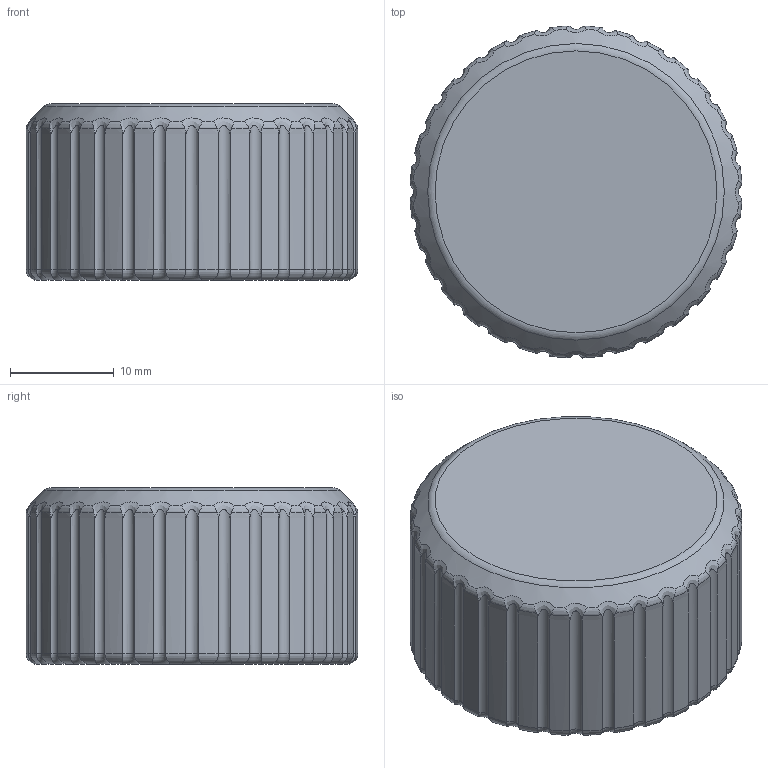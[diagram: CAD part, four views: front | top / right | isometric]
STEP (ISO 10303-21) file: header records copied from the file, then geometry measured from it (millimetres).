
FILE_DESCRIPTION(/* description */ (''),/* implementation_level */ '2;1');
FILE_NAME(/* name */ 'knob.step',/* time_stamp */ '2023-04-16T23:52:06-07:00',/* author */ (''),/* organization */ (''),/* preprocessor_version */ 'ST-DEVELOPER v19.2',/* originating_system */ 'Autodesk Translation Framework v12.4.0.73',/* authorisation */ '');
FILE_SCHEMA (('AUTOMOTIVE_DESIGN { 1 0 10303 214 3 1 1 }'));
Length unit declared in the file: millimetre
Products named in the file (1): trashtruck.b
Bounding box: 31.98 x 31.98 x 17 mm (x, y, z)
Volume: 13031 mm3; surface area: 3412.3 mm2
Topology: 1 solids, 1 shells, 201 faces, 527 edges, 329 vertices
Faces by surface type: torus 97, cylinder 65, bspline 32, plane 5, cone 2
Entity records: 10473 total; most frequent: CARTESIAN_POINT 5939, ORIENTED_EDGE 1054, DIRECTION 806, EDGE_CURVE 527, AXIS2_PLACEMENT_3D 368, VERTEX_POINT 329, B_SPLINE_CURVE_WITH_KNOTS 259, EDGE_LOOP 202
